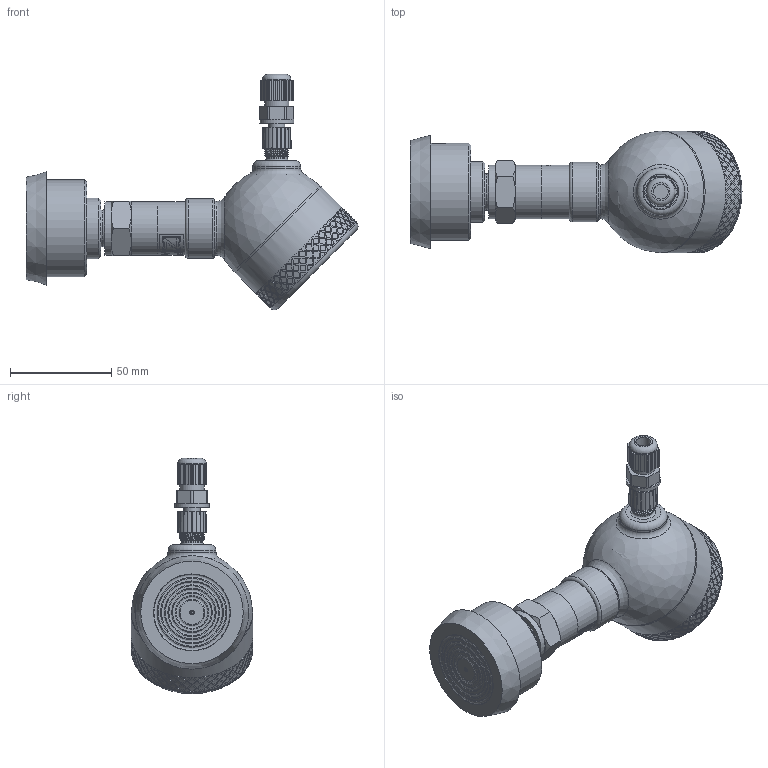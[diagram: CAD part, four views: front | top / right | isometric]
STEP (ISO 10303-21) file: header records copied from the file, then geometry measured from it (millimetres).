
FILE_DESCRIPTION(/* description */ (''),/* implementation_level */ '2;1');
FILE_NAME(/* name */ 'APZ3420sFH_TapperDN40_3.step',/* time_stamp */ '2021-07-08T16:39:48+03:00',/* author */ (''),/* organization */ (''),/* preprocessor_version */ 'ST-DEVELOPER v18.1',/* originating_system */ 'Autodesk Translation Framework v10.9.0.1377',/* authorisation */ '');
FILE_SCHEMA (('AUTOMOTIVE_DESIGN { 1 0 10303 214 3 1 1 }'));
Length unit declared in the file: millimetre
Products named in the file (8): АПЗ 3420s заполненный 
+ полевой корпус; G1\2EN; Tapper socket DN40 diaphragm 38 v5; Заполненный полевой 
корпус v13; Main body; Cover without display; M12x1 adapter; M12x1 female straight v9
Assembly tree (7 placements, depth 3):
  АПЗ 3420s заполненный 
+ полевой корпус
    G1\2EN
    Tapper socket DN40 diaphragm 38 v5
    Заполненный полевой 
корпус v13
      Main body
      Cover without display
      M12x1 adapter
      M12x1 female straight v9
Bounding box: 163.92 x 60.1 x 116.18 mm (x, y, z)
Volume: 292939.3 mm3; surface area: 50328.5 mm2
Topology: 8 solids, 8 shells, 1605 faces, 3939 edges, 2608 vertices
Faces by surface type: bspline 931, cylinder 314, plane 286, cone 46, torus 27, sphere 1
Full cylindrical faces by diameter (mm): 1 x4, 2 x1, 3 x1, 3.3 x1, 5 x1, 6 x3, 7 x1, 7.3 x1, 8 x3, 9.3 x1, 10.293 x1, 10.5 x2, 10.741 x7, 11.884 x6, 12 x1, 14 x1, 16.7 x1, 17 x1, 17.5 x1, 18 x1, 18.631 x7, 19.7 x1, 20.955 x7, 21.6 x1, 21.767 x1, 22 x1, 22.4 x2, 23.6 x1, 24.5 x2, 26.5 x2
Entity records: 71763 total; most frequent: CARTESIAN_POINT 41138, ORIENTED_EDGE 7870, EDGE_CURVE 3935, DIRECTION 3169, B_SPLINE_CURVE_WITH_KNOTS 2629, VERTEX_POINT 2607, EDGE_LOOP 1872, FACE_OUTER_BOUND 1605
